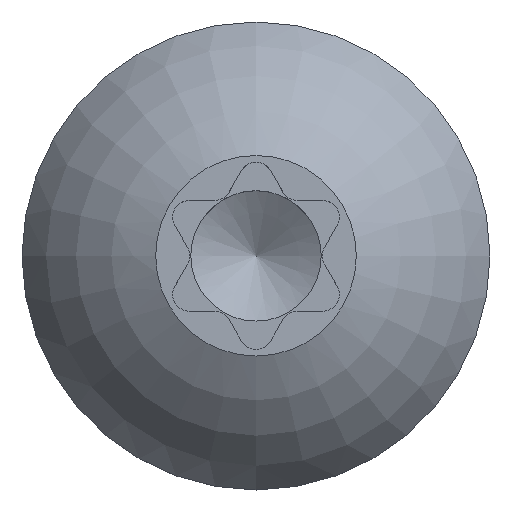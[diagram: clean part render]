
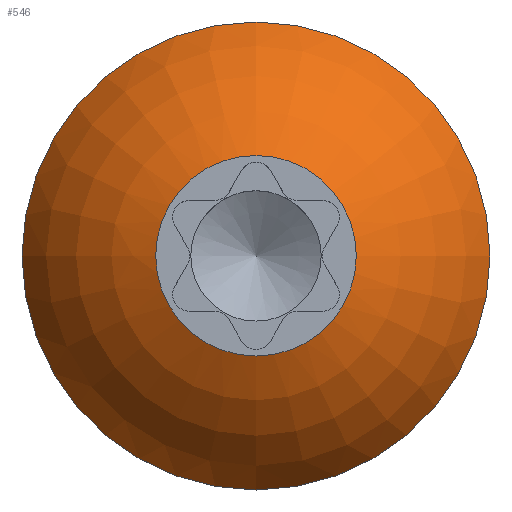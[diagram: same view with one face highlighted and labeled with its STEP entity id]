
A CAD part, top view. The second image highlights one B-rep face of the part: STEP entity #546.
In plain terms, the highlighted toroidal (fillet/blend) face has major radius 0.38 mm and minor radius 8.284 mm.
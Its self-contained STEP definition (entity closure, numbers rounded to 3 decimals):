
#53 = DIRECTION ( 'NONE',  ( 1., 0., 0. ) ) ;
#101 = EDGE_LOOP ( 'NONE', ( #956 ) ) ;
#115 = CARTESIAN_POINT ( 'NONE',  ( 0., 0., 0.5 ) ) ;
#202 = DIRECTION ( 'NONE',  ( 0., 0., -1. ) ) ;
#213 = DIRECTION ( 'NONE',  ( 0., 0., -1. ) ) ;
#232 = CIRCLE ( 'NONE', #885, 3. ) ;
#263 = CARTESIAN_POINT ( 'NONE',  ( 0., 0., 4.3 ) ) ;
#277 = CIRCLE ( 'NONE', #903, 7. ) ;
#301 = FACE_OUTER_BOUND ( 'NONE', #101, .T. ) ;
#302 = VERTEX_POINT ( 'NONE', #640 ) ;
#315 = EDGE_CURVE ( 'NONE', #302, #302, #277, .T. ) ;
#318 = AXIS2_PLACEMENT_3D ( 'NONE', #639, #213, #53 ) ;
#367 = DIRECTION ( 'NONE',  ( -1., 0., 0. ) ) ;
#511 = ORIENTED_EDGE ( 'NONE', *, *, #870, .T. ) ;
#535 = EDGE_LOOP ( 'NONE', ( #511 ) ) ;
#546 = ADVANCED_FACE ( 'NONE', ( #631, #301 ), #810, .T. ) ;
#554 = CARTESIAN_POINT ( 'NONE',  ( -3., 0., 4.3 ) ) ;
#609 = DIRECTION ( 'NONE',  ( 0., 0., -1. ) ) ;
#631 = FACE_OUTER_BOUND ( 'NONE', #535, .T. ) ;
#639 = CARTESIAN_POINT ( 'NONE',  ( 0., 0., -3.263 ) ) ;
#640 = CARTESIAN_POINT ( 'NONE',  ( -7., 0., 0.5 ) ) ;
#652 = VERTEX_POINT ( 'NONE', #554 ) ;
#810 = TOROIDAL_SURFACE ( 'NONE', #318, -0.38, 8.284 ) ;
#870 = EDGE_CURVE ( 'NONE', #652, #652, #232, .T. ) ;
#885 = AXIS2_PLACEMENT_3D ( 'NONE', #263, #609, #1091 ) ;
#903 = AXIS2_PLACEMENT_3D ( 'NONE', #115, #202, #367 ) ;
#956 = ORIENTED_EDGE ( 'NONE', *, *, #315, .F. ) ;
#1091 = DIRECTION ( 'NONE',  ( -1., 0., 0. ) ) ;
